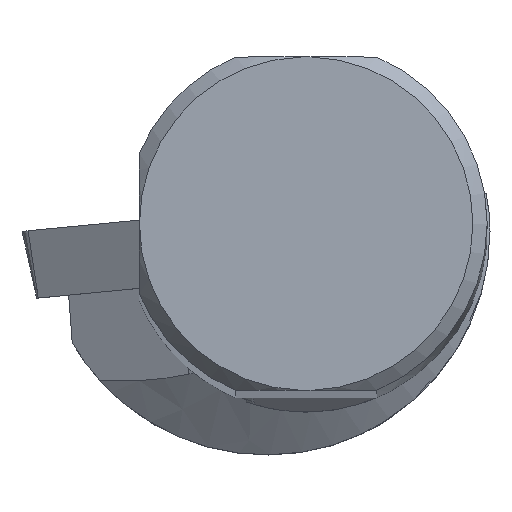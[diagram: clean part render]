
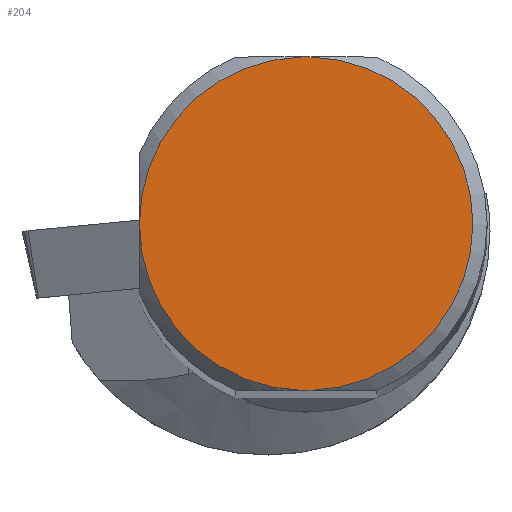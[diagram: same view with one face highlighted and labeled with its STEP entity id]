
A CAD part, top view. The second image highlights one B-rep face of the part: STEP entity #204.
In plain terms, the highlighted planar face has unit normal (0, 0, 1).
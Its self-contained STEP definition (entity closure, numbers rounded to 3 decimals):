
#158=FACE_OUTER_BOUND('',#403,.T.);
#204=ADVANCED_FACE('',(#158),#237,.T.);
#237=PLANE('',#1060);
#282=LINE('',#1734,#331);
#283=LINE('',#1736,#332);
#331=VECTOR('',#1261,1.);
#332=VECTOR('',#1262,1.);
#403=EDGE_LOOP('',(#557,#558,#559,#560));
#557=ORIENTED_EDGE('',*,*,#843,.F.);
#558=ORIENTED_EDGE('',*,*,#826,.T.);
#559=ORIENTED_EDGE('',*,*,#844,.F.);
#560=ORIENTED_EDGE('',*,*,#845,.T.);
#728=VERTEX_POINT('',#1658);
#729=VERTEX_POINT('',#1663);
#740=VERTEX_POINT('',#1735);
#741=VERTEX_POINT('',#1737);
#826=EDGE_CURVE('',#728,#729,#897,.T.);
#843=EDGE_CURVE('',#728,#740,#282,.T.);
#844=EDGE_CURVE('',#741,#729,#283,.T.);
#845=EDGE_CURVE('',#741,#740,#901,.T.);
#897=CIRCLE('',#1047,5.843);
#901=CIRCLE('',#1059,5.843);
#1047=AXIS2_PLACEMENT_3D('',#1664,#1235,#1236);
#1059=AXIS2_PLACEMENT_3D('',#1738,#1263,#1264);
#1060=AXIS2_PLACEMENT_3D('',#1739,#1265,#1266);
#1235=DIRECTION('',(0.,0.,1.));
#1236=DIRECTION('',(1.,0.,0.));
#1261=DIRECTION('',(-1.,0.,0.));
#1262=DIRECTION('',(1.,0.,0.));
#1263=DIRECTION('',(0.,0.,1.));
#1264=DIRECTION('',(1.,0.,0.));
#1265=DIRECTION('',(0.,0.,1.));
#1266=DIRECTION('',(1.,0.,0.));
#1658=CARTESIAN_POINT('',(0.171,-5.84,0.));
#1663=CARTESIAN_POINT('',(0.171,5.84,0.));
#1664=CARTESIAN_POINT('',(0.,0.,0.));
#1734=CARTESIAN_POINT('',(6.838,-5.84,0.));
#1735=CARTESIAN_POINT('',(-0.171,-5.84,0.));
#1736=CARTESIAN_POINT('',(-5.848,5.84,0.));
#1737=CARTESIAN_POINT('',(-0.171,5.84,0.));
#1738=CARTESIAN_POINT('',(0.,0.,0.));
#1739=CARTESIAN_POINT('',(0.,0.,
0.));
